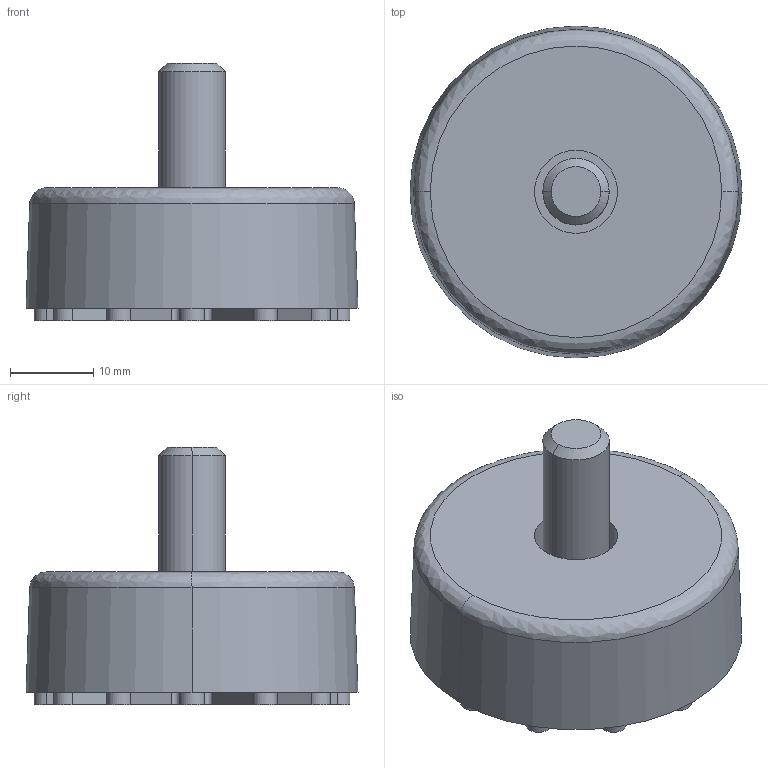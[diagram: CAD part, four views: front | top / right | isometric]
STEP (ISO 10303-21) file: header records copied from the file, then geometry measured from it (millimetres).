
FILE_DESCRIPTION( (''), '2;1');
FILE_NAME ('PC005.24280.TM_246_M8_15_7002.stp','2025-04-24T19:07:03',(''),(''),'spGate 19.8.4 (****-****-****-****)','','');
FILE_SCHEMA (('AUTOMOTIVE_DESIGN'));
Length unit declared in the file: millimetre
Bounding box: 40 x 40 x 31 mm (x, y, z)
Volume: 17094.9 mm3; surface area: 6987.5 mm2
Topology: 1 solids, 1 shells, 161 faces, 416 edges, 259 vertices
Faces by surface type: plane 101, bspline 32, cylinder 28
Entity records: 8331 total; most frequent: CARTESIAN_POINT 1264, ORIENTED_EDGE 828, DIRECTION 726, COLOUR_RGB 576, PRESENTATION_STYLE_ASSIGNMENT 576, STYLED_ITEM 576, EDGE_CURVE 414, DRAUGHTING_PRE_DEFINED_CURVE_FONT 414
